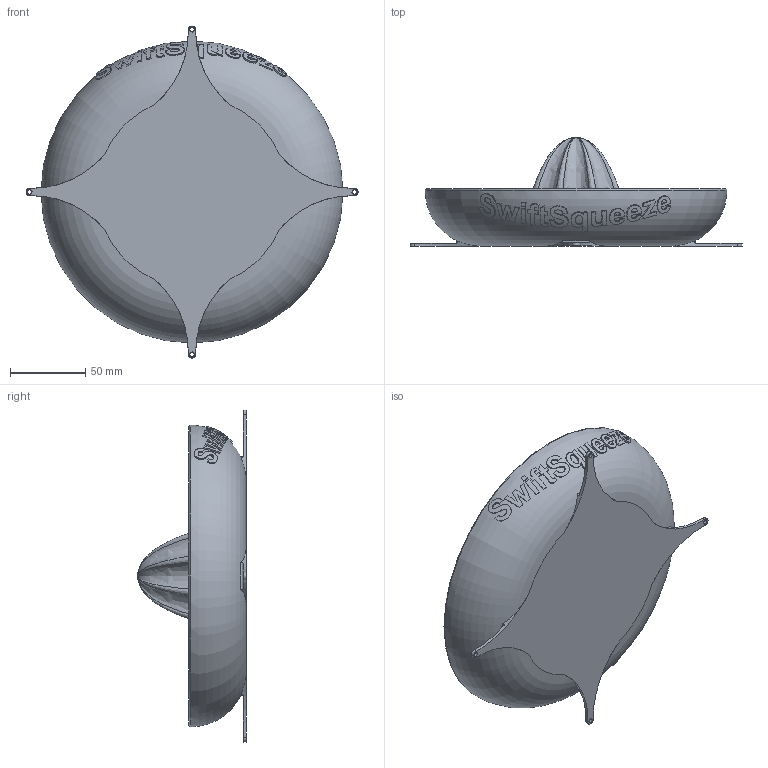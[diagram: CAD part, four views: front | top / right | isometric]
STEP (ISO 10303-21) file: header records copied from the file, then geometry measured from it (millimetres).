
FILE_DESCRIPTION(/* description */ (''),/* implementation_level */ '2;1');
FILE_NAME(/* name */ 'Lemon Juicer v4.step',/* time_stamp */ '2023-10-20T17:09:40+11:00',/* author */ (''),/* organization */ (''),/* preprocessor_version */ 'ST-DEVELOPER v20',/* originating_system */ 'Autodesk Translation Framework v12.14.0.127',/* authorisation */ '');
FILE_SCHEMA (('AUTOMOTIVE_DESIGN { 1 0 10303 214 3 1 1 }'));
Length unit declared in the file: millimetre
Products named in the file (1): Lemon Juicer
Bounding box: 219.94 x 72 x 219.94 mm (x, y, z)
Volume: 211141.9 mm3; surface area: 104373.6 mm2
Topology: 1 solids, 1 shells, 157 faces, 420 edges, 267 vertices
Faces by surface type: bspline 111, torus 24, cylinder 16, plane 6
Full cylindrical faces by diameter (mm): 3 x4
Entity records: 10804 total; most frequent: CARTESIAN_POINT 7648, ORIENTED_EDGE 808, EDGE_CURVE 404, DIRECTION 335, VERTEX_POINT 267, B_SPLINE_CURVE_WITH_KNOTS 230, EDGE_LOOP 183, FACE_OUTER_BOUND 157
